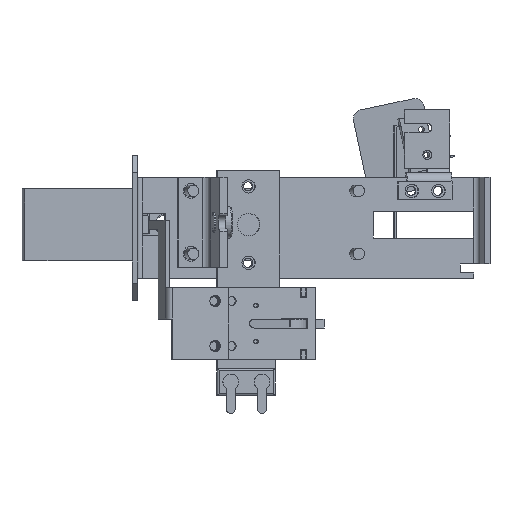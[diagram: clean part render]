
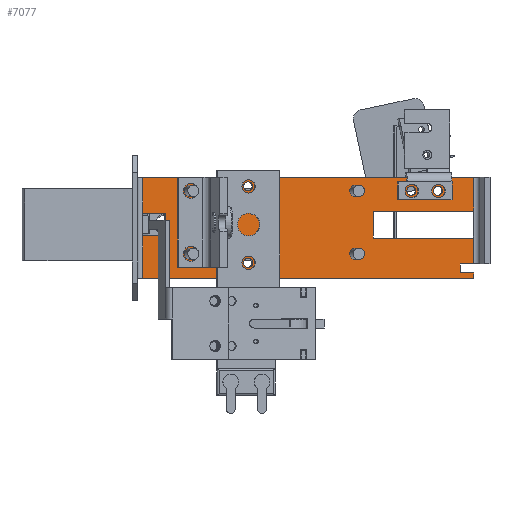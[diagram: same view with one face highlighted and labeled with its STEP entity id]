
A CAD part, left-side view. The second image highlights one B-rep face of the part: STEP entity #7077.
In plain terms, the highlighted planar face has unit normal (-0.994, -0.11, 0).
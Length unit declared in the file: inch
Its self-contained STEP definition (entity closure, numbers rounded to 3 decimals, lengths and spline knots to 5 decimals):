
#181=FACE_BOUND('',#982,.T.);
#182=FACE_BOUND('',#983,.T.);
#183=FACE_BOUND('',#984,.T.);
#184=FACE_BOUND('',#985,.T.);
#185=FACE_BOUND('',#986,.T.);
#186=FACE_BOUND('',#987,.T.);
#187=FACE_BOUND('',#988,.T.);
#188=FACE_BOUND('',#989,.T.);
#277=PLANE('',#7691);
#573=FACE_OUTER_BOUND('',#981,.T.);
#981=EDGE_LOOP('',(#4997,#4998,#4999,#5000,#5001,#5002,#5003,#5004,#5005,
#5006,#5007,#5008,#5009,#5010,#5011,#5012));
#982=EDGE_LOOP('',(#5013));
#983=EDGE_LOOP('',(#5014));
#984=EDGE_LOOP('',(#5015));
#985=EDGE_LOOP('',(#5016));
#986=EDGE_LOOP('',(#5017));
#987=EDGE_LOOP('',(#5018));
#988=EDGE_LOOP('',(#5019));
#989=EDGE_LOOP('',(#5020));
#1468=LINE('',#10531,#2245);
#1477=LINE('',#10563,#2254);
#1483=LINE('',#10576,#2260);
#1486=LINE('',#10581,#2263);
#1490=LINE('',#10598,#2267);
#1494=LINE('',#10606,#2271);
#1499=LINE('',#10614,#2276);
#1501=LINE('',#10617,#2278);
#1502=LINE('',#10619,#2279);
#1503=LINE('',#10621,#2280);
#1504=LINE('',#10623,#2281);
#1505=LINE('',#10625,#2282);
#1506=LINE('',#10627,#2283);
#1507=LINE('',#10629,#2284);
#1508=LINE('',#10631,#2285);
#1509=LINE('',#10632,#2286);
#2245=VECTOR('',#8388,0.3937);
#2254=VECTOR('',#8417,0.3937);
#2260=VECTOR('',#8427,0.3937);
#2263=VECTOR('',#8432,0.3937);
#2267=VECTOR('',#8450,0.3937);
#2271=VECTOR('',#8456,0.3937);
#2276=VECTOR('',#8465,0.3937);
#2278=VECTOR('',#8469,0.3937);
#2279=VECTOR('',#8470,0.3937);
#2280=VECTOR('',#8471,0.3937);
#2281=VECTOR('',#8472,0.3937);
#2282=VECTOR('',#8473,0.3937);
#2283=VECTOR('',#8474,0.3937);
#2284=VECTOR('',#8475,0.3937);
#2285=VECTOR('',#8476,0.3937);
#2286=VECTOR('',#8477,0.3937);
#3019=CIRCLE('',#7672,0.0625);
#3021=CIRCLE('',#7675,0.0625);
#3024=CIRCLE('',#7682,0.0625);
#3026=CIRCLE('',#7685,0.0625);
#3028=CIRCLE('',#7692,0.07812);
#3029=CIRCLE('',#7693,0.07813);
#3030=CIRCLE('',#7694,0.07813);
#3031=CIRCLE('',#7695,0.07812);
#3260=VERTEX_POINT('',#10527);
#3262=VERTEX_POINT('',#10530);
#3270=VERTEX_POINT('',#10549);
#3272=VERTEX_POINT('',#10555);
#3274=VERTEX_POINT('',#10561);
#3275=VERTEX_POINT('',#10562);
#3280=VERTEX_POINT('',#10575);
#3282=VERTEX_POINT('',#10584);
#3284=VERTEX_POINT('',#10590);
#3286=VERTEX_POINT('',#10596);
#3287=VERTEX_POINT('',#10597);
#3290=VERTEX_POINT('',#10605);
#3291=VERTEX_POINT('',#10610);
#3292=VERTEX_POINT('',#10618);
#3293=VERTEX_POINT('',#10620);
#3294=VERTEX_POINT('',#10622);
#3295=VERTEX_POINT('',#10624);
#3296=VERTEX_POINT('',#10626);
#3297=VERTEX_POINT('',#10628);
#3298=VERTEX_POINT('',#10630);
#3299=VERTEX_POINT('',#10633);
#3300=VERTEX_POINT('',#10635);
#3301=VERTEX_POINT('',#10637);
#3302=VERTEX_POINT('',#10639);
#3914=EDGE_CURVE('',#3262,#3260,#1468,.T.);
#3923=EDGE_CURVE('',#3270,#3270,#3019,.T.);
#3926=EDGE_CURVE('',#3272,#3272,#3021,.T.);
#3929=EDGE_CURVE('',#3274,#3275,#1477,.T.);
#3936=EDGE_CURVE('',#3280,#3274,#1483,.T.);
#3939=EDGE_CURVE('',#3260,#3280,#1486,.T.);
#3941=EDGE_CURVE('',#3282,#3282,#3024,.T.);
#3944=EDGE_CURVE('',#3284,#3284,#3026,.T.);
#3947=EDGE_CURVE('',#3286,#3287,#1490,.T.);
#3951=EDGE_CURVE('',#3290,#3286,#1494,.T.);
#3956=EDGE_CURVE('',#3287,#3291,#1499,.T.);
#3958=EDGE_CURVE('',#3275,#3290,#1501,.T.);
#3959=EDGE_CURVE('',#3291,#3292,#1502,.T.);
#3960=EDGE_CURVE('',#3292,#3293,#1503,.T.);
#3961=EDGE_CURVE('',#3293,#3294,#1504,.T.);
#3962=EDGE_CURVE('',#3294,#3295,#1505,.T.);
#3963=EDGE_CURVE('',#3295,#3296,#1506,.T.);
#3964=EDGE_CURVE('',#3296,#3297,#1507,.T.);
#3965=EDGE_CURVE('',#3297,#3298,#1508,.T.);
#3966=EDGE_CURVE('',#3298,#3262,#1509,.T.);
#3967=EDGE_CURVE('',#3299,#3299,#3028,.T.);
#3968=EDGE_CURVE('',#3300,#3300,#3029,.T.);
#3969=EDGE_CURVE('',#3301,#3301,#3030,.T.);
#3970=EDGE_CURVE('',#3302,#3302,#3031,.T.);
#4997=ORIENTED_EDGE('',*,*,#3914,.T.);
#4998=ORIENTED_EDGE('',*,*,#3939,.T.);
#4999=ORIENTED_EDGE('',*,*,#3936,.T.);
#5000=ORIENTED_EDGE('',*,*,#3929,.T.);
#5001=ORIENTED_EDGE('',*,*,#3958,.T.);
#5002=ORIENTED_EDGE('',*,*,#3951,.T.);
#5003=ORIENTED_EDGE('',*,*,#3947,.T.);
#5004=ORIENTED_EDGE('',*,*,#3956,.T.);
#5005=ORIENTED_EDGE('',*,*,#3959,.T.);
#5006=ORIENTED_EDGE('',*,*,#3960,.T.);
#5007=ORIENTED_EDGE('',*,*,#3961,.T.);
#5008=ORIENTED_EDGE('',*,*,#3962,.T.);
#5009=ORIENTED_EDGE('',*,*,#3963,.T.);
#5010=ORIENTED_EDGE('',*,*,#3964,.T.);
#5011=ORIENTED_EDGE('',*,*,#3965,.T.);
#5012=ORIENTED_EDGE('',*,*,#3966,.T.);
#5013=ORIENTED_EDGE('',*,*,#3967,.T.);
#5014=ORIENTED_EDGE('',*,*,#3968,.T.);
#5015=ORIENTED_EDGE('',*,*,#3969,.T.);
#5016=ORIENTED_EDGE('',*,*,#3970,.T.);
#5017=ORIENTED_EDGE('',*,*,#3944,.T.);
#5018=ORIENTED_EDGE('',*,*,#3941,.T.);
#5019=ORIENTED_EDGE('',*,*,#3926,.T.);
#5020=ORIENTED_EDGE('',*,*,#3923,.T.);
#7077=ADVANCED_FACE('',(#573,#181,#182,#183,#184,#185,#186,#187,#188),#277,
 .F.);
#7672=AXIS2_PLACEMENT_3D('',#10550,#8403,#8404);
#7675=AXIS2_PLACEMENT_3D('',#10556,#8410,#8411);
#7682=AXIS2_PLACEMENT_3D('',#10585,#8436,#8437);
#7685=AXIS2_PLACEMENT_3D('',#10591,#8443,#8444);
#7691=AXIS2_PLACEMENT_3D('',#10616,#8467,#8468);
#7692=AXIS2_PLACEMENT_3D('',#10634,#8478,#8479);
#7693=AXIS2_PLACEMENT_3D('',#10636,#8480,#8481);
#7694=AXIS2_PLACEMENT_3D('',#10638,#8482,#8483);
#7695=AXIS2_PLACEMENT_3D('',#10640,#8484,#8485);
#8388=DIRECTION('',(0.,0.,1.));
#8403=DIRECTION('center_axis',(0.994,0.11,0.));
#8404=DIRECTION('ref_axis',(0.,0.,1.));
#8410=DIRECTION('center_axis',(0.994,0.11,0.));
#8411=DIRECTION('ref_axis',(0.,0.,1.));
#8417=DIRECTION('',(0.11,-0.994,0.));
#8427=DIRECTION('',(0.,0.,1.));
#8432=DIRECTION('',(-0.11,0.994,0.012));
#8436=DIRECTION('center_axis',(0.994,0.11,0.));
#8437=DIRECTION('ref_axis',(0.,0.,1.));
#8443=DIRECTION('center_axis',(0.994,0.11,0.));
#8444=DIRECTION('ref_axis',(0.,0.,1.));
#8450=DIRECTION('',(0.,0.,1.));
#8456=DIRECTION('',(-0.11,0.994,0.));
#8465=DIRECTION('',(0.11,-0.994,0.));
#8467=DIRECTION('center_axis',(0.994,0.11,0.));
#8468=DIRECTION('ref_axis',(-0.11,0.994,0.));
#8469=DIRECTION('',(0.,0.,1.));
#8470=DIRECTION('',(0.,0.,1.));
#8471=DIRECTION('',(-0.11,0.994,0.));
#8472=DIRECTION('',(0.,0.,-1.));
#8473=DIRECTION('',(0.11,-0.994,0.));
#8474=DIRECTION('',(0.,0.,-1.));
#8475=DIRECTION('',(-0.11,0.994,0.));
#8476=DIRECTION('',(0.,0.,-1.));
#8477=DIRECTION('',(0.11,-0.994,0.));
#8478=DIRECTION('center_axis',(0.994,0.11,0.));
#8479=DIRECTION('ref_axis',(0.,0.,1.));
#8480=DIRECTION('center_axis',(0.994,0.11,0.));
#8481=DIRECTION('ref_axis',(0.,0.,1.));
#8482=DIRECTION('center_axis',(0.994,0.11,0.));
#8483=DIRECTION('ref_axis',(0.,0.,1.));
#8484=DIRECTION('center_axis',(0.994,0.11,0.));
#8485=DIRECTION('ref_axis',(0.,0.,1.));
#10527=CARTESIAN_POINT('',(2.51915,-4.67235,0.07813));
#10530=CARTESIAN_POINT('',(2.51915,-4.67235,0.));
#10531=CARTESIAN_POINT('',(2.51915,-4.67235,0.));
#10549=CARTESIAN_POINT('',(2.46393,-4.17541,1.15625));
#10550=CARTESIAN_POINT('Origin',(2.46393,-4.17541,1.21875));
#10555=CARTESIAN_POINT('',(2.1706,-1.53541,0.15625));
#10556=CARTESIAN_POINT('Origin',(2.1706,-1.53541,0.21875));
#10561=CARTESIAN_POINT('',(2.49844,-4.486,0.20313));
#10562=CARTESIAN_POINT('',(2.51915,-4.67235,0.20313));
#10563=CARTESIAN_POINT('',(2.51311,-4.618,0.20313));
#10575=CARTESIAN_POINT('',(2.49844,-4.486,0.08037));
#10576=CARTESIAN_POINT('',(2.49844,-4.486,0.04018));
#10581=CARTESIAN_POINT('',(2.52352,-4.71164,0.07765));
#10584=CARTESIAN_POINT('',(2.42252,-3.8027,1.15625));
#10585=CARTESIAN_POINT('Origin',(2.42252,-3.8027,1.21875));
#10590=CARTESIAN_POINT('',(2.1706,-1.53541,1.21875));
#10591=CARTESIAN_POINT('Origin',(2.1706,-1.53541,1.28125));
#10596=CARTESIAN_POINT('',(2.36386,-3.2747,0.5625));
#10597=CARTESIAN_POINT('',(2.36386,-3.2747,0.9375));
#10598=CARTESIAN_POINT('',(2.36386,-3.2747,0.28125));
#10605=CARTESIAN_POINT('',(2.51915,-4.67235,0.5625));
#10606=CARTESIAN_POINT('',(2.52346,-4.71118,0.5625));
#10610=CARTESIAN_POINT('',(2.51915,-4.67235,0.9375));
#10614=CARTESIAN_POINT('',(2.44582,-4.01235,0.9375));
#10616=CARTESIAN_POINT('Origin',(2.52778,-4.75,0.));
#10617=CARTESIAN_POINT('',(2.51915,-4.67235,0.));
#10618=CARTESIAN_POINT('',(2.51915,-4.67235,1.40625));
#10619=CARTESIAN_POINT('',(2.51915,-4.67235,0.));
#10620=CARTESIAN_POINT('',(2.00772,-0.0695,1.40625));
#10621=CARTESIAN_POINT('',(2.,0.,1.40625));
#10622=CARTESIAN_POINT('',(2.00772,-0.0695,0.90625));
#10623=CARTESIAN_POINT('',(2.00772,-0.0695,0.));
#10624=CARTESIAN_POINT('',(2.04223,-0.38009,0.90625));
#10625=CARTESIAN_POINT('',(2.26775,-2.40975,0.90625));
#10626=CARTESIAN_POINT('',(2.04223,-0.38009,0.59375));
#10627=CARTESIAN_POINT('',(2.04223,-0.38009,0.45313));
#10628=CARTESIAN_POINT('',(2.00772,-0.0695,0.59375));
#10629=CARTESIAN_POINT('',(2.285,-2.56504,0.59375));
#10630=CARTESIAN_POINT('',(2.00772,-0.0695,0.));
#10631=CARTESIAN_POINT('',(2.00772,-0.0695,0.));
#10632=CARTESIAN_POINT('',(2.,0.,0.));
#10633=CARTESIAN_POINT('',(2.33625,-3.02623,1.14063));
#10634=CARTESIAN_POINT('Origin',(2.33625,-3.02623,1.21875));
#10635=CARTESIAN_POINT('',(2.08088,-0.72788,0.26563));
#10636=CARTESIAN_POINT('Origin',(2.08088,-0.72788,0.34375));
#10637=CARTESIAN_POINT('',(2.33625,-3.02623,0.26563));
#10638=CARTESIAN_POINT('Origin',(2.33625,-3.02623,0.34375));
#10639=CARTESIAN_POINT('',(2.08088,-0.72788,1.14063));
#10640=CARTESIAN_POINT('Origin',(2.08088,-0.72788,1.21875));
